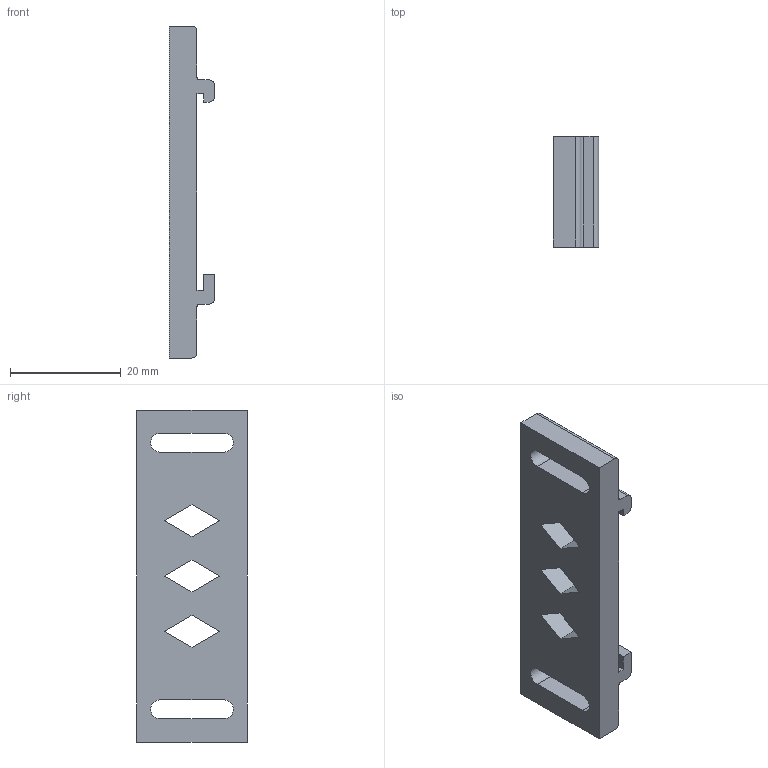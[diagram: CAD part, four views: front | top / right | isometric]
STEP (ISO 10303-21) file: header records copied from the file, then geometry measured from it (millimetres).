
FILE_DESCRIPTION (( 'STEP AP214' ), '1' );
FILE_NAME ('3D Printed, DIN Mounts, Arduino Mega.STEP', '2021-03-30T04:59:29', ( '' ), ( '' ), 'SwSTEP 2.0', 'SolidWorks 2019', '' );
FILE_SCHEMA (( 'AUTOMOTIVE_DESIGN' ));
Length unit declared in the file: millimetre
Products named in the file (1): 3D Printed, DIN Mounts, Arduino Mega
Bounding box: 8.2 x 20 x 60 mm (x, y, z)
Volume: 5552.5 mm3; surface area: 3949.9 mm2
Topology: 1 solids, 1 shells, 47 faces, 135 edges, 90 vertices
Faces by surface type: plane 34, cylinder 13
Entity records: 1615 total; most frequent: CARTESIAN_POINT 273, ORIENTED_EDGE 270, DIRECTION 257, EDGE_CURVE 135, LINE 109, VECTOR 109, VERTEX_POINT 90, AXIS2_PLACEMENT_3D 74
